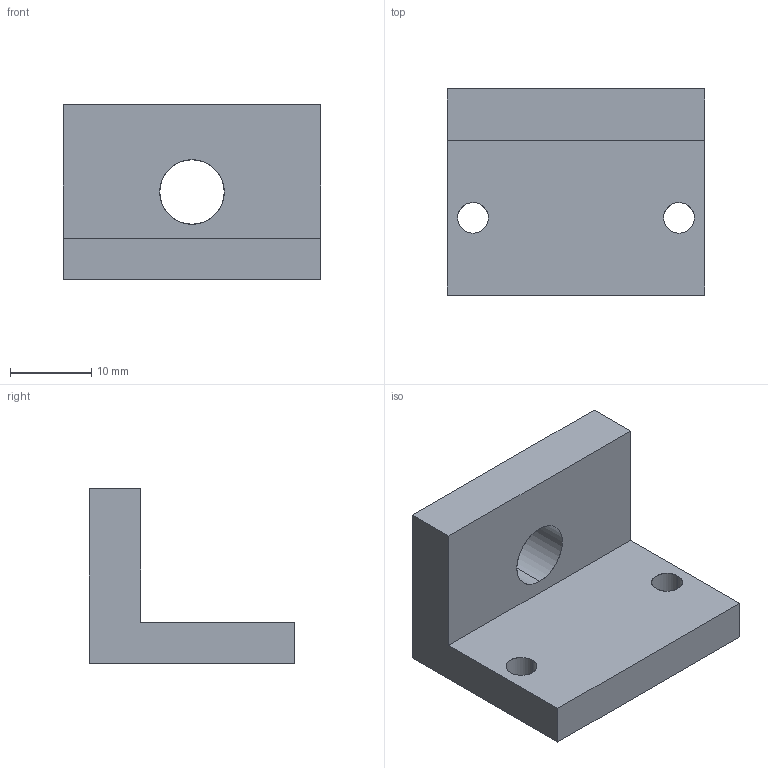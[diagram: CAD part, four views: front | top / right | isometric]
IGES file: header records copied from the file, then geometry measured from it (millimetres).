
Start section: SolidWorks IGES file using analytic representation for surfaces
Global section: file name: y09-spring-holder.IGS; native system: SolidWorks 2006 by SolidWorks Corporation; preprocessor: SolidWorks 2006 by SolidWorks Corporation; author: leinad; date: 080605.115634; units: inch
Bounding box: 31.75 x 25.4 x 21.59 mm (x, y, z)
Surface area: 3586.9 mm2 (no closed solid volume)
Topology: 0 solids, 0 shells, 14 faces, 288 edges, 324 vertices
Faces by surface type: bspline 8, revolution 6
